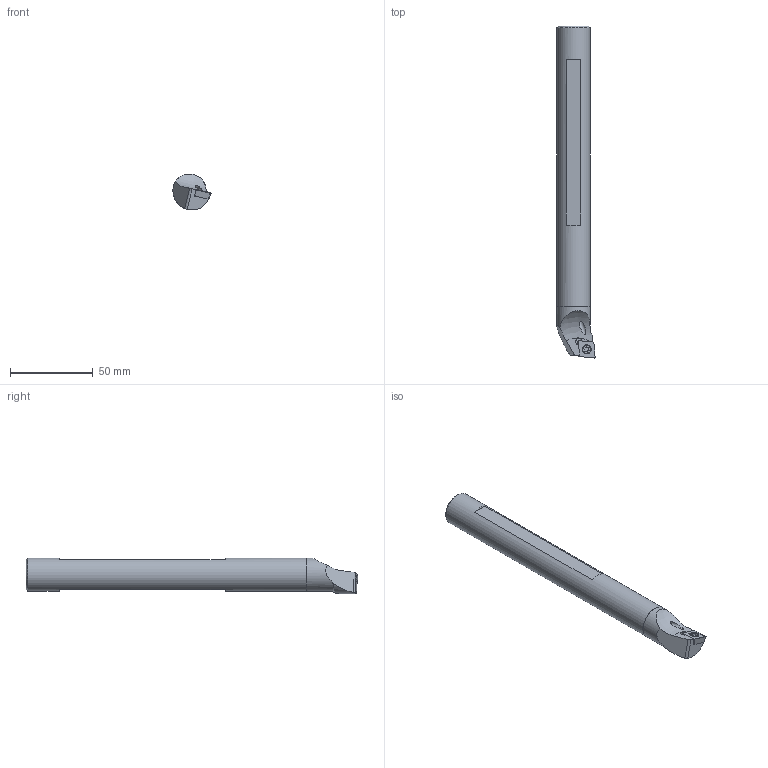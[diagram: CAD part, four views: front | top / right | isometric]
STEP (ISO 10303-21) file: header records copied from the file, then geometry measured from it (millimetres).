
FILE_DESCRIPTION(/* description */ ('Unknown'),/* implementation_level */ '2;1');
FILE_NAME(/* name */ 'E20R SCLCR 09',/* time_stamp */ '2021-06-30T11:46:31+08:00',/* author */ ('Unknown'),/* organization */ ('Unknown'),/* preprocessor_version */ 'ST-DEVELOPER v16.7',/* originating_system */ 'DEX',/* authorisation */ $);
FILE_SCHEMA (('AUTOMOTIVE_DESIGN {1 0 10303 214 3 1 1}'));
Length unit declared in the file: millimetre
Products named in the file (5): E20R SCLCR 09; 20R; E2031R; CCMT 09T304; M4-7L
Assembly tree (4 placements, depth 2):
  E20R SCLCR 09
    20R
    E2031R
    CCMT 09T304
    M4-7L
Bounding box: 23.03 x 200.12 x 21.66 mm (x, y, z)
Volume: 47587.5 mm3; surface area: 18701.1 mm2
Topology: 4 solids, 4 shells, 74 faces, 185 edges, 122 vertices
Faces by surface type: plane 40, cylinder 28, cone 5, torus 1
Full cylindrical faces by diameter (mm): 3 x1, 4 x1, 4.4 x2, 5 x1, 5.5 x1, 9 x1, 20 x2
Entity records: 2315 total; most frequent: CARTESIAN_POINT 441, DIRECTION 379, ORIENTED_EDGE 336, EDGE_CURVE 168, AXIS2_PLACEMENT_3D 144, VERTEX_POINT 118, EDGE_LOOP 96, FACE_BOUND 96
